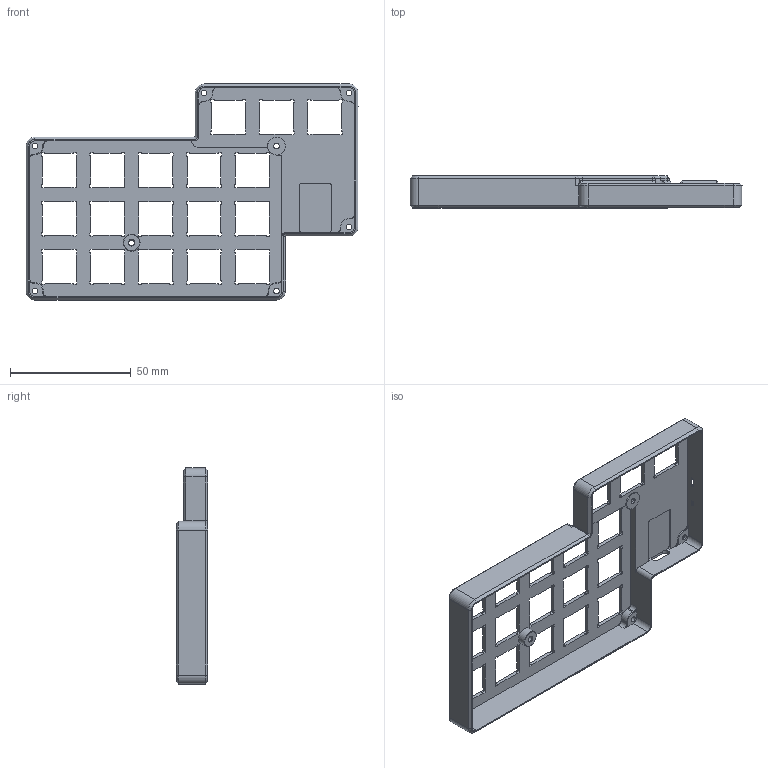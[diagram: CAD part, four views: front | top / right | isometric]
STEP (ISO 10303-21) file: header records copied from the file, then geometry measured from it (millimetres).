
FILE_DESCRIPTION(/* description */ (''),/* implementation_level */ '2;1');
FILE_NAME(/* name */ 'Non Nemo Chimera Shell - Left.step',/* time_stamp */ '2025-04-14T00:59:49+08:00',/* author */ (''),/* organization */ (''),/* preprocessor_version */ 'ST-DEVELOPER v20.1',/* originating_system */ 'Autodesk Translation Framework v14.4.0.0',/* authorisation */ '');
FILE_SCHEMA (('AUTOMOTIVE_DESIGN { 1 0 10303 214 3 1 1 }'));
Length unit declared in the file: millimetre
Products named in the file (1): Non Nemo Chimera Shell
Bounding box: 137.4 x 13.2 x 89.4 mm (x, y, z)
Volume: 16562.6 mm3; surface area: 24435.2 mm2
Topology: 1 solids, 1 shells, 886 faces, 2494 edges, 1630 vertices
Faces by surface type: plane 504, cylinder 294, cone 48, bspline 40
Full cylindrical faces by diameter (mm): 2.3 x8, 4.4 x8, 7 x1, 7.4 x1
Entity records: 29014 total; most frequent: CARTESIAN_POINT 5742, ORIENTED_EDGE 4976, DIRECTION 4724, EDGE_CURVE 2488, LINE 1754, VECTOR 1754, VERTEX_POINT 1630, AXIS2_PLACEMENT_3D 1485
